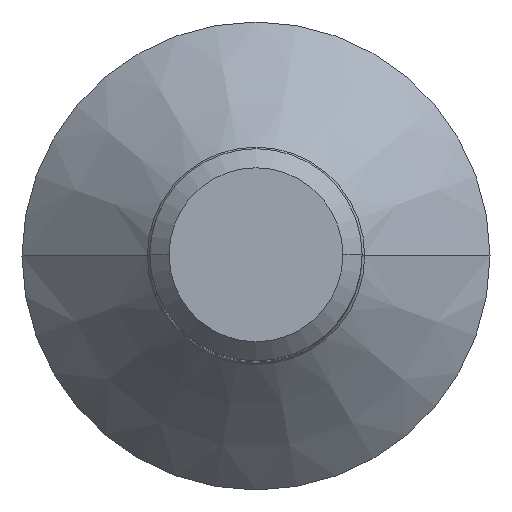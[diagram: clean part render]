
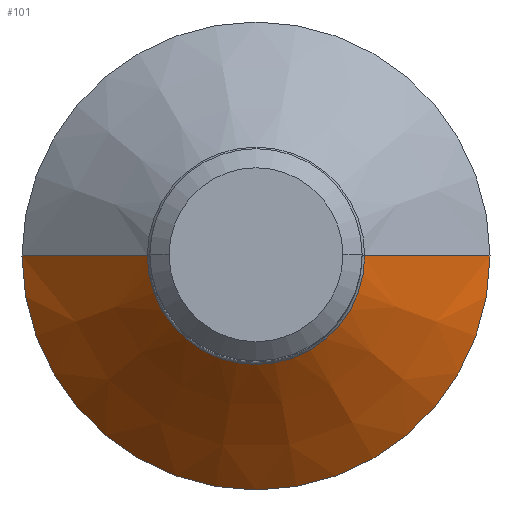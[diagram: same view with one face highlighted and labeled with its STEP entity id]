
A CAD part, top view. The second image highlights one B-rep face of the part: STEP entity #101.
In plain terms, the highlighted conical face has half-angle 45 degrees and reference radius 6.616 mm.
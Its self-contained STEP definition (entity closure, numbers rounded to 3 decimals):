
#10 = CARTESIAN_POINT ( 'NONE',  ( 0., 0., 0. ) ) ;
#20 = DIRECTION ( 'NONE',  ( 0., 0., -1. ) ) ;
#31 = AXIS2_PLACEMENT_3D ( 'NONE', #10, #86, #525 ) ;
#47 = CIRCLE ( 'NONE', #31, 6.616 ) ;
#52 = VERTEX_POINT ( 'NONE', #707 ) ;
#60 = DIRECTION ( 'NONE',  ( 0., 0., -1. ) ) ;
#72 = CIRCLE ( 'NONE', #665, 3.073 ) ;
#86 = DIRECTION ( 'NONE',  ( 0., 0., 1. ) ) ;
#101 = ADVANCED_FACE ( 'NONE', ( #478 ), #286, .T. ) ;
#154 = CARTESIAN_POINT ( 'NONE',  ( 6.616, 0., 0. ) ) ;
#161 = ORIENTED_EDGE ( 'NONE', *, *, #659, .T. ) ;
#182 = VERTEX_POINT ( 'NONE', #452 ) ;
#213 = CARTESIAN_POINT ( 'NONE',  ( 6.616, 0., 0. ) ) ;
#225 = EDGE_CURVE ( 'NONE', #509, #238, #47, .T. ) ;
#238 = VERTEX_POINT ( 'NONE', #213 ) ;
#257 = VECTOR ( 'NONE', #661, 1000. ) ;
#286 = CONICAL_SURFACE ( 'NONE', #806, 6.616, 0.785 ) ;
#310 = EDGE_CURVE ( 'NONE', #182, #52, #72, .T. ) ;
#322 = LINE ( 'NONE', #154, #587 ) ;
#323 = ORIENTED_EDGE ( 'NONE', *, *, #225, .T. ) ;
#344 = EDGE_CURVE ( 'NONE', #182, #238, #322, .T. ) ;
#382 = LINE ( 'NONE', #663, #257 ) ;
#452 = CARTESIAN_POINT ( 'NONE',  ( 3.073, 0., 3.543 ) ) ;
#478 = FACE_OUTER_BOUND ( 'NONE', #666, .T. ) ;
#509 = VERTEX_POINT ( 'NONE', #595 ) ;
#525 = DIRECTION ( 'NONE',  ( -1., 0., 0. ) ) ;
#544 = CARTESIAN_POINT ( 'NONE',  ( 0., 0., 3.543 ) ) ;
#578 = ORIENTED_EDGE ( 'NONE', *, *, #344, .F. ) ;
#587 = VECTOR ( 'NONE', #673, 1000. ) ;
#595 = CARTESIAN_POINT ( 'NONE',  ( -6.616, 0., 0. ) ) ;
#659 = EDGE_CURVE ( 'NONE', #52, #509, #382, .T. ) ;
#661 = DIRECTION ( 'NONE',  ( -0.707, 0., -0.707 ) ) ;
#663 = CARTESIAN_POINT ( 'NONE',  ( -6.616, 0., 0. ) ) ;
#665 = AXIS2_PLACEMENT_3D ( 'NONE', #544, #20, #825 ) ;
#666 = EDGE_LOOP ( 'NONE', ( #578, #716, #161, #323 ) ) ;
#673 = DIRECTION ( 'NONE',  ( 0.707, 0., -0.707 ) ) ;
#707 = CARTESIAN_POINT ( 'NONE',  ( -3.073, 0., 3.543 ) ) ;
#716 = ORIENTED_EDGE ( 'NONE', *, *, #310, .T. ) ;
#788 = DIRECTION ( 'NONE',  ( -1., 0., 0. ) ) ;
#806 = AXIS2_PLACEMENT_3D ( 'NONE', #855, #60, #788 ) ;
#825 = DIRECTION ( 'NONE',  ( 1., 0., 0. ) ) ;
#855 = CARTESIAN_POINT ( 'NONE',  ( 0., 0., 0. ) ) ;
